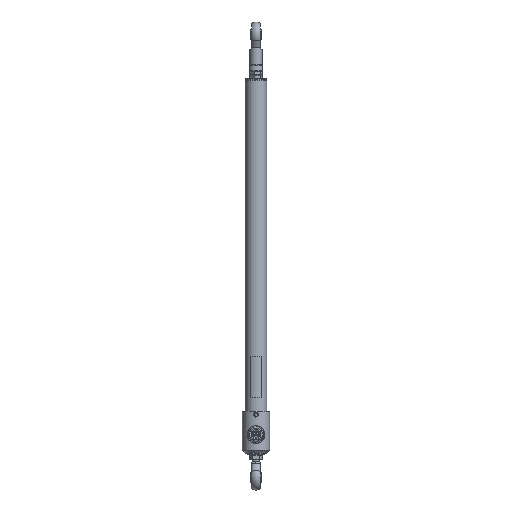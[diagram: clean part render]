
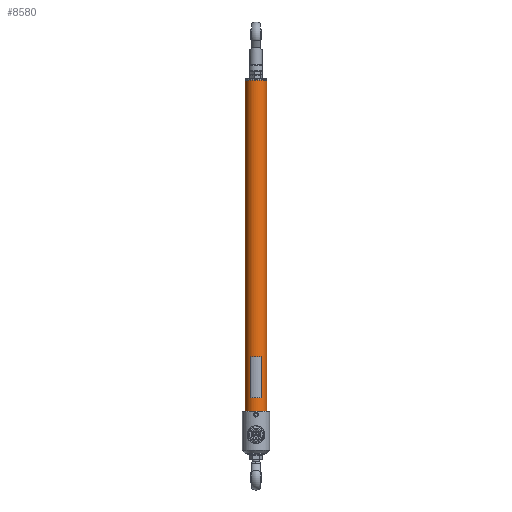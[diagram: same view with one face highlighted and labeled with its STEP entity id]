
A CAD part, front view. The second image highlights one B-rep face of the part: STEP entity #8580.
In plain terms, the highlighted cylindrical face has radius 8 mm (diameter 16 mm), a partial arc.
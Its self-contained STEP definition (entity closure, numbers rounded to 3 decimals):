
#2515 = CARTESIAN_POINT ( 'NONE',  ( -8., 0., -0.15 ) ) ;
#3602 = LINE ( 'NONE', #3651, #3650 ) ;
#3649 = DIRECTION ( 'NONE',  ( 0., 0., 1. ) ) ;
#3650 = VECTOR ( 'NONE', #3649, 1000. ) ;
#3651 = CARTESIAN_POINT ( 'NONE',  ( 8., 0., -251.7 ) ) ;
#4039 = LINE ( 'NONE', #4073, #4072 ) ;
#4071 = DIRECTION ( 'NONE',  ( 0., 0., 1. ) ) ;
#4072 = VECTOR ( 'NONE', #4071, 1000. ) ;
#4073 = CARTESIAN_POINT ( 'NONE',  ( -8., 0., -251.7 ) ) ;
#4115 = CARTESIAN_POINT ( 'NONE',  ( -8., 0., -242.5 ) ) ;
#4162 = CARTESIAN_POINT ( 'NONE',  ( 8., 0., -242.5 ) ) ;
#4169 = FACE_OUTER_BOUND ( 'NONE', #8519, .T. ) ;
#4198 = CARTESIAN_POINT ( 'NONE',  ( 8., 0., -0.15 ) ) ;
#4216 = DIRECTION ( 'NONE',  ( 1., 0., 0. ) ) ;
#4217 = DIRECTION ( 'NONE',  ( 0., 0., 1. ) ) ;
#4218 = DIRECTION ( 'NONE',  ( -1., 0., 0. ) ) ;
#4219 = DIRECTION ( 'NONE',  ( 0., 0., 1. ) ) ;
#4220 = CARTESIAN_POINT ( 'NONE',  ( 0., 0., -242.5 ) ) ;
#4221 = AXIS2_PLACEMENT_3D ( 'NONE', #4220, #4219, #4218 ) ;
#4222 = CIRCLE ( 'NONE', #4221, 8. ) ;
#4230 = AXIS2_PLACEMENT_3D ( 'NONE', #4262, #4217, #4216 ) ;
#4235 = CYLINDRICAL_SURFACE ( 'NONE', #4230, 8. ) ;
#4249 = DIRECTION ( 'NONE',  ( 1., 0., 0. ) ) ;
#4250 = DIRECTION ( 'NONE',  ( 0., 0., -1. ) ) ;
#4251 = CARTESIAN_POINT ( 'NONE',  ( 0., 0., -0.15 ) ) ;
#4252 = AXIS2_PLACEMENT_3D ( 'NONE', #4251, #4250, #4249 ) ;
#4253 = CIRCLE ( 'NONE', #4252, 8. ) ;
#4262 = CARTESIAN_POINT ( 'NONE',  ( 0., 0., -251.7 ) ) ;
#7250 = VERTEX_POINT ( 'NONE', #2515 ) ;
#7539 = ORIENTED_EDGE ( 'NONE', *, *, #8577, .T. ) ;
#7543 = EDGE_CURVE ( 'NONE', #8556, #8559, #3602, .T. ) ;
#8511 = ORIENTED_EDGE ( 'NONE', *, *, #7543, .T. ) ;
#8512 = EDGE_CURVE ( 'NONE', #8535, #7250, #4039, .T. ) ;
#8519 = EDGE_LOOP ( 'NONE', ( #8557, #7539, #8511, #8561 ) ) ;
#8535 = VERTEX_POINT ( 'NONE', #4115 ) ;
#8556 = VERTEX_POINT ( 'NONE', #4162 ) ;
#8557 = ORIENTED_EDGE ( 'NONE', *, *, #8512, .F. ) ;
#8559 = VERTEX_POINT ( 'NONE', #4198 ) ;
#8561 = ORIENTED_EDGE ( 'NONE', *, *, #8585, .T. ) ;
#8577 = EDGE_CURVE ( 'NONE', #8535, #8556, #4222, .T. ) ;
#8580 = ADVANCED_FACE ( 'NONE', ( #4169 ), #4235, .T. ) ;
#8585 = EDGE_CURVE ( 'NONE', #8559, #7250, #4253, .T. ) ;
